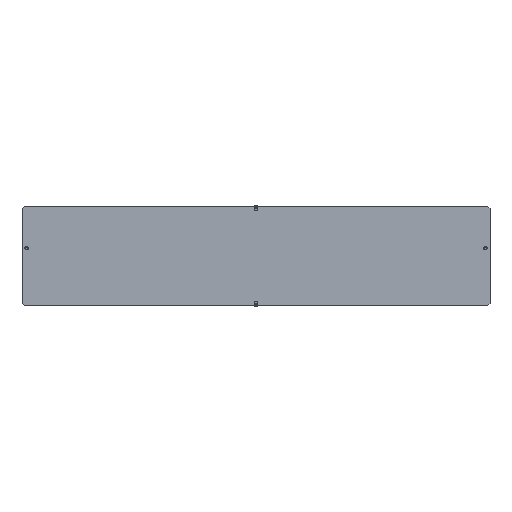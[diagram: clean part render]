
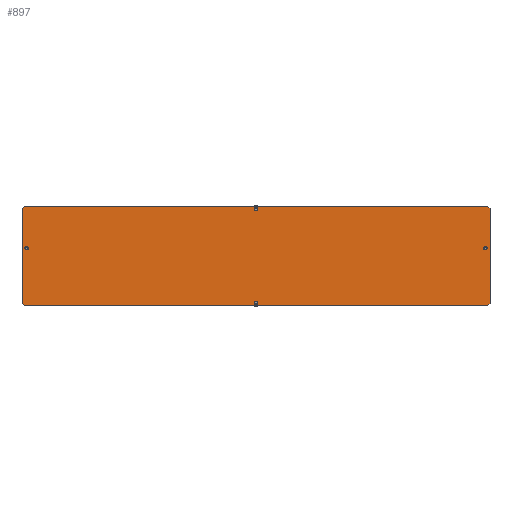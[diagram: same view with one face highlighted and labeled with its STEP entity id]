
A CAD part, top view. The second image highlights one B-rep face of the part: STEP entity #897.
In plain terms, the highlighted planar face has unit normal (0, 0, 1).
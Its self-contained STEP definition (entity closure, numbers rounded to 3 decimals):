
#1 = CARTESIAN_POINT ( 'NONE',  ( 300., -64., 4. ) ) ;
#33 = ORIENTED_EDGE ( 'NONE', *, *, #1004, .F. ) ;
#61 = LINE ( 'NONE', #1669, #1652 ) ;
#71 = AXIS2_PLACEMENT_3D ( 'NONE', #394, #680, #1841 ) ;
#75 = CIRCLE ( 'NONE', #839, 2.25 ) ;
#91 = ORIENTED_EDGE ( 'NONE', *, *, #1035, .T. ) ;
#93 = DIRECTION ( 'NONE',  ( 0., 0., -1. ) ) ;
#96 = CARTESIAN_POINT ( 'NONE',  ( 300., -61., 4. ) ) ;
#108 = DIRECTION ( 'NONE',  ( 1., 0., 0. ) ) ;
#111 = VERTEX_POINT ( 'NONE', #462 ) ;
#121 = CARTESIAN_POINT ( 'NONE',  ( -300., -61., 4. ) ) ;
#132 = ORIENTED_EDGE ( 'NONE', *, *, #564, .F. ) ;
#135 = CARTESIAN_POINT ( 'NONE',  ( -294., 10., 4. ) ) ;
#143 = VECTOR ( 'NONE', #1573, 1000. ) ;
#171 = AXIS2_PLACEMENT_3D ( 'NONE', #1585, #93, #713 ) ;
#177 = CARTESIAN_POINT ( 'NONE',  ( 296.25, 10., 4. ) ) ;
#206 = CARTESIAN_POINT ( 'NONE',  ( 2.25, -60., 4. ) ) ;
#221 = ORIENTED_EDGE ( 'NONE', *, *, #578, .T. ) ;
#230 = VERTEX_POINT ( 'NONE', #1357 ) ;
#243 = EDGE_LOOP ( 'NONE', ( #1451, #934 ) ) ;
#248 = LINE ( 'NONE', #1702, #1170 ) ;
#253 = CARTESIAN_POINT ( 'NONE',  ( -291.75, 10., 4. ) ) ;
#258 = EDGE_CURVE ( 'NONE', #1483, #230, #380, .T. ) ;
#261 = VERTEX_POINT ( 'NONE', #1549 ) ;
#270 = CARTESIAN_POINT ( 'NONE',  ( 291.75, 10., 4. ) ) ;
#274 = LINE ( 'NONE', #1, #1691 ) ;
#275 = VERTEX_POINT ( 'NONE', #121 ) ;
#283 = CARTESIAN_POINT ( 'NONE',  ( 294., 10., 4. ) ) ;
#302 = DIRECTION ( 'NONE',  ( 0., 0., 1. ) ) ;
#312 = VERTEX_POINT ( 'NONE', #826 ) ;
#330 = EDGE_LOOP ( 'NONE', ( #608, #1211 ) ) ;
#346 = AXIS2_PLACEMENT_3D ( 'NONE', #1099, #1355, #665 ) ;
#363 = ORIENTED_EDGE ( 'NONE', *, *, #1029, .T. ) ;
#380 = CIRCLE ( 'NONE', #71, 2.25 ) ;
#387 = CIRCLE ( 'NONE', #539, 2.25 ) ;
#394 = CARTESIAN_POINT ( 'NONE',  ( 0., 60., 4. ) ) ;
#400 = DIRECTION ( 'NONE',  ( -1., 0., 0. ) ) ;
#406 = CARTESIAN_POINT ( 'NONE',  ( -300., -64., 4. ) ) ;
#421 = DIRECTION ( 'NONE',  ( 0.707, -0.707, 0. ) ) ;
#422 = VERTEX_POINT ( 'NONE', #1088 ) ;
#423 = EDGE_CURVE ( 'NONE', #742, #275, #61, .T. ) ;
#430 = CARTESIAN_POINT ( 'NONE',  ( 294., 10., 4. ) ) ;
#435 = CARTESIAN_POINT ( 'NONE',  ( 2.25, 60., 4. ) ) ;
#462 = CARTESIAN_POINT ( 'NONE',  ( 300., -61., 4. ) ) ;
#465 = CIRCLE ( 'NONE', #646, 2.25 ) ;
#468 = CIRCLE ( 'NONE', #1803, 2.25 ) ;
#527 = DIRECTION ( 'NONE',  ( 1., 0., 0. ) ) ;
#529 = AXIS2_PLACEMENT_3D ( 'NONE', #1472, #1326, #1490 ) ;
#539 = AXIS2_PLACEMENT_3D ( 'NONE', #659, #962, #795 ) ;
#549 = DIRECTION ( 'NONE',  ( 0., 0., 1. ) ) ;
#562 = VERTEX_POINT ( 'NONE', #270 ) ;
#564 = EDGE_CURVE ( 'NONE', #689, #562, #75, .T. ) ;
#578 = EDGE_CURVE ( 'NONE', #1184, #111, #1847, .T. ) ;
#594 = CARTESIAN_POINT ( 'NONE',  ( 297., -64., 4. ) ) ;
#604 = EDGE_CURVE ( 'NONE', #230, #1483, #465, .T. ) ;
#605 = CARTESIAN_POINT ( 'NONE',  ( -300., 61., 4. ) ) ;
#608 = ORIENTED_EDGE ( 'NONE', *, *, #1739, .F. ) ;
#620 = CIRCLE ( 'NONE', #1013, 2.25 ) ;
#625 = CARTESIAN_POINT ( 'NONE',  ( -300., 61., 4. ) ) ;
#646 = AXIS2_PLACEMENT_3D ( 'NONE', #1278, #549, #675 ) ;
#659 = CARTESIAN_POINT ( 'NONE',  ( 0., -60., 4. ) ) ;
#665 = DIRECTION ( 'NONE',  ( 1., 0., 0. ) ) ;
#671 = ORIENTED_EDGE ( 'NONE', *, *, #1544, .T. ) ;
#675 = DIRECTION ( 'NONE',  ( 1., 0., 0. ) ) ;
#680 = DIRECTION ( 'NONE',  ( 0., 0., 1. ) ) ;
#681 = DIRECTION ( 'NONE',  ( 1., 0., 0. ) ) ;
#683 = VECTOR ( 'NONE', #916, 1000. ) ;
#684 = VECTOR ( 'NONE', #681, 1000. ) ;
#689 = VERTEX_POINT ( 'NONE', #177 ) ;
#691 = LINE ( 'NONE', #1276, #1143 ) ;
#698 = CARTESIAN_POINT ( 'NONE',  ( 300., 61., 4. ) ) ;
#713 = DIRECTION ( 'NONE',  ( -1., 0., 0. ) ) ;
#742 = VERTEX_POINT ( 'NONE', #605 ) ;
#795 = DIRECTION ( 'NONE',  ( 1., 0., 0. ) ) ;
#803 = CIRCLE ( 'NONE', #529, 2.25 ) ;
#820 = VERTEX_POINT ( 'NONE', #1383 ) ;
#826 = CARTESIAN_POINT ( 'NONE',  ( -297., -64., 4. ) ) ;
#829 = ORIENTED_EDGE ( 'NONE', *, *, #1482, .T. ) ;
#830 = FACE_BOUND ( 'NONE', #330, .T. ) ;
#839 = AXIS2_PLACEMENT_3D ( 'NONE', #283, #850, #978 ) ;
#850 = DIRECTION ( 'NONE',  ( 0., 0., 1. ) ) ;
#897 = ADVANCED_FACE ( 'NONE', ( #1453, #1302, #830, #1018, #1310 ), #1393, .F. ) ;
#916 = DIRECTION ( 'NONE',  ( -0.707, -0.707, 0. ) ) ;
#934 = ORIENTED_EDGE ( 'NONE', *, *, #1455, .F. ) ;
#943 = CARTESIAN_POINT ( 'NONE',  ( 297., 64., 4. ) ) ;
#962 = DIRECTION ( 'NONE',  ( 0., 0., 1. ) ) ;
#978 = DIRECTION ( 'NONE',  ( 1., 0., 0. ) ) ;
#990 = CARTESIAN_POINT ( 'NONE',  ( 297., 64., 4. ) ) ;
#1004 = EDGE_CURVE ( 'NONE', #562, #689, #468, .T. ) ;
#1013 = AXIS2_PLACEMENT_3D ( 'NONE', #135, #1584, #108 ) ;
#1018 = FACE_BOUND ( 'NONE', #1390, .T. ) ;
#1029 = EDGE_CURVE ( 'NONE', #1846, #820, #248, .T. ) ;
#1035 = EDGE_CURVE ( 'NONE', #820, #742, #1613, .T. ) ;
#1052 = VERTEX_POINT ( 'NONE', #206 ) ;
#1060 = DIRECTION ( 'NONE',  ( 0., -1., 0. ) ) ;
#1076 = VECTOR ( 'NONE', #1138, 1000. ) ;
#1088 = CARTESIAN_POINT ( 'NONE',  ( -2.25, -60., 4. ) ) ;
#1099 = CARTESIAN_POINT ( 'NONE',  ( 0., -60., 4. ) ) ;
#1138 = DIRECTION ( 'NONE',  ( 0.707, 0.707, 0. ) ) ;
#1143 = VECTOR ( 'NONE', #421, 1000. ) ;
#1159 = EDGE_CURVE ( 'NONE', #1362, #261, #803, .T. ) ;
#1170 = VECTOR ( 'NONE', #400, 1000. ) ;
#1177 = ORIENTED_EDGE ( 'NONE', *, *, #423, .T. ) ;
#1184 = VERTEX_POINT ( 'NONE', #594 ) ;
#1211 = ORIENTED_EDGE ( 'NONE', *, *, #1290, .F. ) ;
#1276 = CARTESIAN_POINT ( 'NONE',  ( -297., -64., 4. ) ) ;
#1278 = CARTESIAN_POINT ( 'NONE',  ( 0., 60., 4. ) ) ;
#1290 = EDGE_CURVE ( 'NONE', #422, #1052, #387, .T. ) ;
#1296 = ORIENTED_EDGE ( 'NONE', *, *, #1437, .T. ) ;
#1302 = FACE_BOUND ( 'NONE', #1492, .T. ) ;
#1310 = FACE_OUTER_BOUND ( 'NONE', #1329, .T. ) ;
#1326 = DIRECTION ( 'NONE',  ( 0., 0., 1. ) ) ;
#1329 = EDGE_LOOP ( 'NONE', ( #1177, #671, #1746, #221, #829, #1296, #363, #91 ) ) ;
#1355 = DIRECTION ( 'NONE',  ( 0., 0., 1. ) ) ;
#1357 = CARTESIAN_POINT ( 'NONE',  ( -2.25, 60., 4. ) ) ;
#1362 = VERTEX_POINT ( 'NONE', #253 ) ;
#1383 = CARTESIAN_POINT ( 'NONE',  ( -297., 64., 4. ) ) ;
#1390 = EDGE_LOOP ( 'NONE', ( #1811, #1675 ) ) ;
#1393 = PLANE ( 'NONE',  #171 ) ;
#1435 = LINE ( 'NONE', #990, #143 ) ;
#1437 = EDGE_CURVE ( 'NONE', #1448, #1846, #1435, .T. ) ;
#1445 = LINE ( 'NONE', #406, #684 ) ;
#1448 = VERTEX_POINT ( 'NONE', #698 ) ;
#1451 = ORIENTED_EDGE ( 'NONE', *, *, #1159, .F. ) ;
#1453 = FACE_BOUND ( 'NONE', #243, .T. ) ;
#1455 = EDGE_CURVE ( 'NONE', #261, #1362, #620, .T. ) ;
#1459 = EDGE_CURVE ( 'NONE', #312, #1184, #1445, .T. ) ;
#1466 = CIRCLE ( 'NONE', #346, 2.25 ) ;
#1472 = CARTESIAN_POINT ( 'NONE',  ( -294., 10., 4. ) ) ;
#1482 = EDGE_CURVE ( 'NONE', #111, #1448, #274, .T. ) ;
#1483 = VERTEX_POINT ( 'NONE', #435 ) ;
#1490 = DIRECTION ( 'NONE',  ( 1., 0., 0. ) ) ;
#1492 = EDGE_LOOP ( 'NONE', ( #132, #33 ) ) ;
#1544 = EDGE_CURVE ( 'NONE', #275, #312, #691, .T. ) ;
#1549 = CARTESIAN_POINT ( 'NONE',  ( -296.25, 10., 4. ) ) ;
#1573 = DIRECTION ( 'NONE',  ( -0.707, 0.707, 0. ) ) ;
#1584 = DIRECTION ( 'NONE',  ( 0., 0., 1. ) ) ;
#1585 = CARTESIAN_POINT ( 'NONE',  ( -300., 64., 4. ) ) ;
#1613 = LINE ( 'NONE', #625, #683 ) ;
#1652 = VECTOR ( 'NONE', #1060, 1000. ) ;
#1669 = CARTESIAN_POINT ( 'NONE',  ( -300., -64., 4. ) ) ;
#1675 = ORIENTED_EDGE ( 'NONE', *, *, #604, .F. ) ;
#1691 = VECTOR ( 'NONE', #1738, 1000. ) ;
#1702 = CARTESIAN_POINT ( 'NONE',  ( -300., 64., 4. ) ) ;
#1738 = DIRECTION ( 'NONE',  ( 0., 1., 0. ) ) ;
#1739 = EDGE_CURVE ( 'NONE', #1052, #422, #1466, .T. ) ;
#1746 = ORIENTED_EDGE ( 'NONE', *, *, #1459, .T. ) ;
#1803 = AXIS2_PLACEMENT_3D ( 'NONE', #430, #302, #527 ) ;
#1811 = ORIENTED_EDGE ( 'NONE', *, *, #258, .F. ) ;
#1841 = DIRECTION ( 'NONE',  ( 1., 0., 0. ) ) ;
#1846 = VERTEX_POINT ( 'NONE', #943 ) ;
#1847 = LINE ( 'NONE', #96, #1076 ) ;
